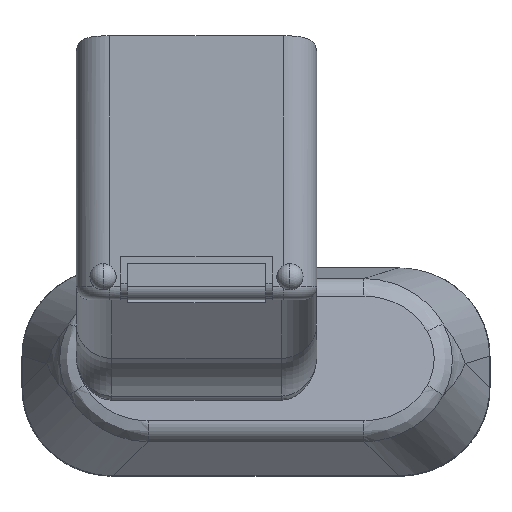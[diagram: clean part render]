
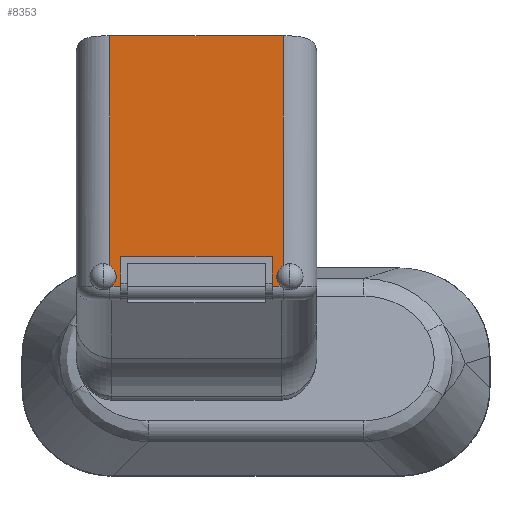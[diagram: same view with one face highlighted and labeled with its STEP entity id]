
A CAD part, front view. The second image highlights one B-rep face of the part: STEP entity #8353.
In plain terms, the highlighted planar face has unit normal (0, -1, 0).
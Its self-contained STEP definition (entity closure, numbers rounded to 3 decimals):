
#3 = AXIS2_PLACEMENT_3D ( 'NONE', #3586, #4449, #1036 ) ;
#72 = VERTEX_POINT ( 'NONE', #5846 ) ;
#141 = PLANE ( 'NONE',  #3 ) ;
#194 = CARTESIAN_POINT ( 'NONE',  ( -11.4, 0., -13.575 ) ) ;
#416 = VECTOR ( 'NONE', #1320, 1000. ) ;
#529 = ORIENTED_EDGE ( 'NONE', *, *, #8333, .T. ) ;
#545 = CARTESIAN_POINT ( 'NONE',  ( -13.065, 0., -15.575 ) ) ;
#560 = LINE ( 'NONE', #1903, #1524 ) ;
#709 = CARTESIAN_POINT ( 'NONE',  ( 11.4, 0., -13.575 ) ) ;
#802 = VECTOR ( 'NONE', #7526, 1000. ) ;
#972 = DIRECTION ( 'NONE',  ( 0., 0., -1. ) ) ;
#1036 = DIRECTION ( 'NONE',  ( 0., 0., -1. ) ) ;
#1085 = DIRECTION ( 'NONE',  ( 0., 0., 1. ) ) ;
#1198 = CIRCLE ( 'NONE', #4588, 1.936 ) ;
#1320 = DIRECTION ( 'NONE',  ( 1., 0., 0. ) ) ;
#1524 = VECTOR ( 'NONE', #2598, 1000. ) ;
#1559 = ORIENTED_EDGE ( 'NONE', *, *, #2130, .F. ) ;
#1653 = DIRECTION ( 'NONE',  ( 0., 0., -1. ) ) ;
#1903 = CARTESIAN_POINT ( 'NONE',  ( 11.4, 0., -15.075 ) ) ;
#1962 = CARTESIAN_POINT ( 'NONE',  ( 13.065, 0., -13.575 ) ) ;
#2052 = CARTESIAN_POINT ( 'NONE',  ( -11.4, 0., -13.575 ) ) ;
#2103 = LINE ( 'NONE', #4492, #4112 ) ;
#2111 = CARTESIAN_POINT ( 'NONE',  ( 11.4, 0., -9.075 ) ) ;
#2130 = EDGE_CURVE ( 'NONE', #2771, #2923, #6056, .T. ) ;
#2341 = CARTESIAN_POINT ( 'NONE',  ( 13.065, 0., -10.429 ) ) ;
#2462 = DIRECTION ( 'NONE',  ( 0., 0., -1. ) ) ;
#2598 = DIRECTION ( 'NONE',  ( 0., 0., -1. ) ) ;
#2657 = CARTESIAN_POINT ( 'NONE',  ( -11.4, 0., -9.075 ) ) ;
#2771 = VERTEX_POINT ( 'NONE', #5381 ) ;
#2913 = EDGE_CURVE ( 'NONE', #2771, #4946, #560, .T. ) ;
#2923 = VERTEX_POINT ( 'NONE', #2657 ) ;
#3149 = EDGE_CURVE ( 'NONE', #4747, #4692, #1198, .T. ) ;
#3408 = LINE ( 'NONE', #7774, #5113 ) ;
#3572 = ORIENTED_EDGE ( 'NONE', *, *, #8829, .T. ) ;
#3586 = CARTESIAN_POINT ( 'NONE',  ( 0., 0., 0. ) ) ;
#3689 = VECTOR ( 'NONE', #4328, 1000. ) ;
#3799 = LINE ( 'NONE', #545, #4656 ) ;
#3949 = ORIENTED_EDGE ( 'NONE', *, *, #8151, .T. ) ;
#3984 = CARTESIAN_POINT ( 'NONE',  ( -12.716, 0., -13.575 ) ) ;
#4112 = VECTOR ( 'NONE', #1085, 1000. ) ;
#4328 = DIRECTION ( 'NONE',  ( 1., 0., 0. ) ) ;
#4418 = CARTESIAN_POINT ( 'NONE',  ( 13.065, 0., 24.075 ) ) ;
#4449 = DIRECTION ( 'NONE',  ( 0., -1., 0. ) ) ;
#4492 = CARTESIAN_POINT ( 'NONE',  ( 13.065, 0., 15.575 ) ) ;
#4588 = AXIS2_PLACEMENT_3D ( 'NONE', #8598, #5746, #1653 ) ;
#4656 = VECTOR ( 'NONE', #6765, 1000. ) ;
#4692 = VERTEX_POINT ( 'NONE', #2341 ) ;
#4747 = VERTEX_POINT ( 'NONE', #7115 ) ;
#4926 = ORIENTED_EDGE ( 'NONE', *, *, #2913, .T. ) ;
#4946 = VERTEX_POINT ( 'NONE', #709 ) ;
#5015 = LINE ( 'NONE', #2052, #416 ) ;
#5113 = VECTOR ( 'NONE', #972, 1000. ) ;
#5125 = VERTEX_POINT ( 'NONE', #194 ) ;
#5131 = DIRECTION ( 'NONE',  ( 0., 1., 0. ) ) ;
#5381 = CARTESIAN_POINT ( 'NONE',  ( 11.4, 0., -9.075 ) ) ;
#5453 = EDGE_CURVE ( 'NONE', #7993, #5125, #5015, .T. ) ;
#5499 = LINE ( 'NONE', #7139, #3689 ) ;
#5503 = AXIS2_PLACEMENT_3D ( 'NONE', #6512, #5131, #2462 ) ;
#5682 = CARTESIAN_POINT ( 'NONE',  ( -13.065, 0., -10.429 ) ) ;
#5714 = ORIENTED_EDGE ( 'NONE', *, *, #5453, .T. ) ;
#5746 = DIRECTION ( 'NONE',  ( 0., 1., 0. ) ) ;
#5846 = CARTESIAN_POINT ( 'NONE',  ( -13.065, 0., 24.075 ) ) ;
#5888 = ORIENTED_EDGE ( 'NONE', *, *, #8691, .F. ) ;
#6056 = LINE ( 'NONE', #2111, #802 ) ;
#6059 = LINE ( 'NONE', #1962, #6582 ) ;
#6077 = DIRECTION ( 'NONE',  ( 1., 0., 0. ) ) ;
#6172 = EDGE_CURVE ( 'NONE', #2923, #5125, #3408, .T. ) ;
#6237 = VERTEX_POINT ( 'NONE', #4418 ) ;
#6512 = CARTESIAN_POINT ( 'NONE',  ( -14., 0., -12.125 ) ) ;
#6582 = VECTOR ( 'NONE', #6077, 1000. ) ;
#6765 = DIRECTION ( 'NONE',  ( 0., 0., -1. ) ) ;
#6897 = ORIENTED_EDGE ( 'NONE', *, *, #8137, .T. ) ;
#7115 = CARTESIAN_POINT ( 'NONE',  ( 12.716, 0., -13.575 ) ) ;
#7139 = CARTESIAN_POINT ( 'NONE',  ( -13.065, 0., 24.075 ) ) ;
#7503 = VERTEX_POINT ( 'NONE', #5682 ) ;
#7526 = DIRECTION ( 'NONE',  ( -1., 0., 0. ) ) ;
#7774 = CARTESIAN_POINT ( 'NONE',  ( -11.4, 0., -15.075 ) ) ;
#7795 = CIRCLE ( 'NONE', #5503, 1.936 ) ;
#7993 = VERTEX_POINT ( 'NONE', #3984 ) ;
#8113 = FACE_OUTER_BOUND ( 'NONE', #8204, .T. ) ;
#8137 = EDGE_CURVE ( 'NONE', #72, #7503, #3799, .T. ) ;
#8151 = EDGE_CURVE ( 'NONE', #4946, #4747, #6059, .T. ) ;
#8204 = EDGE_LOOP ( 'NONE', ( #6897, #529, #5714, #8317, #1559, #4926, #3949, #8429, #3572, #5888 ) ) ;
#8317 = ORIENTED_EDGE ( 'NONE', *, *, #6172, .F. ) ;
#8333 = EDGE_CURVE ( 'NONE', #7503, #7993, #7795, .T. ) ;
#8353 = ADVANCED_FACE ( 'NONE', ( #8113 ), #141, .T. ) ;
#8429 = ORIENTED_EDGE ( 'NONE', *, *, #3149, .T. ) ;
#8598 = CARTESIAN_POINT ( 'NONE',  ( 14., 0., -12.125 ) ) ;
#8691 = EDGE_CURVE ( 'NONE', #72, #6237, #5499, .T. ) ;
#8829 = EDGE_CURVE ( 'NONE', #4692, #6237, #2103, .T. ) ;
